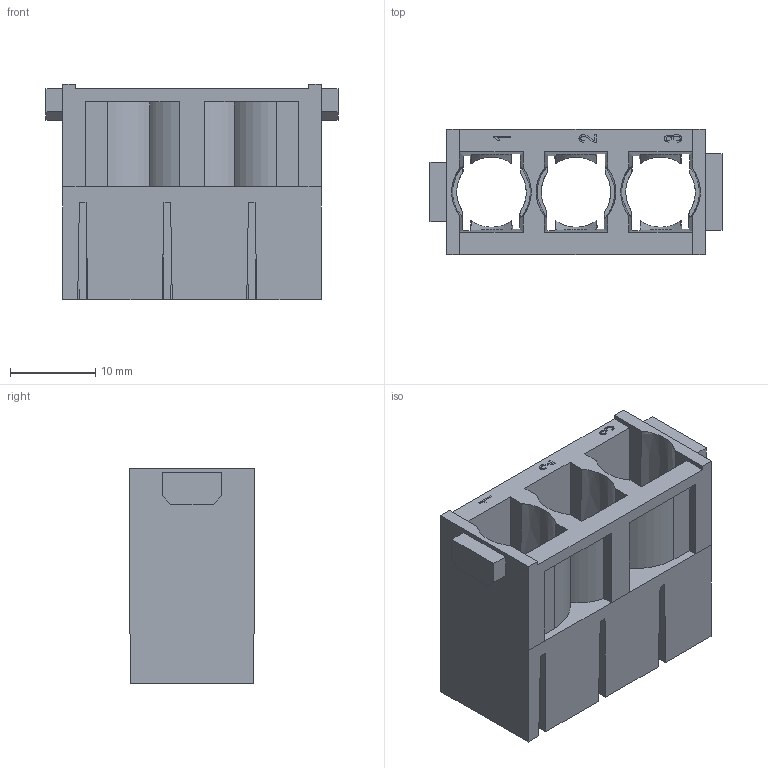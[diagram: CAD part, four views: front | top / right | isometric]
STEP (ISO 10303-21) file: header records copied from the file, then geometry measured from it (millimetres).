
FILE_DESCRIPTION(/* description */ (''),/* implementation_level */ '2;1');
FILE_NAME(/* name */ '100661388ugm000_g.stp',/* time_stamp */ '2017-11-29T15:23:57+01:00',/* author */ (''),/* organization */ (''),/* preprocessor_version */ 'ST-DEVELOPER v16',/* originating_system */ 'SIEMENS PLM Software NX 10.0',/* authorisation */ '');
FILE_SCHEMA (('AUTOMOTIVE_DESIGN { 1 0 10303 214 3 1 1 1 }'));
Length unit declared in the file: millimetre
Products named in the file (1): 100661388ugm000_g
Bounding box: 34.2 x 14.65 x 25.2 mm (x, y, z)
Volume: 4800.9 mm3; surface area: 5983.3 mm2
Topology: 1 solids, 1 shells, 369 faces, 1213 edges, 1064 vertices
Faces by surface type: plane 227, extrusion 98, cone 36, cylinder 8
Entity records: 16861 total; most frequent: CARTESIAN_POINT 4195, ORIENTED_EDGE 2022, DIRECTION 1630, EDGE_CURVE 1011, VECTOR 850, LINE 752, VERTEX_POINT 676, PRESENTATION_STYLE_ASSIGNMENT 526
